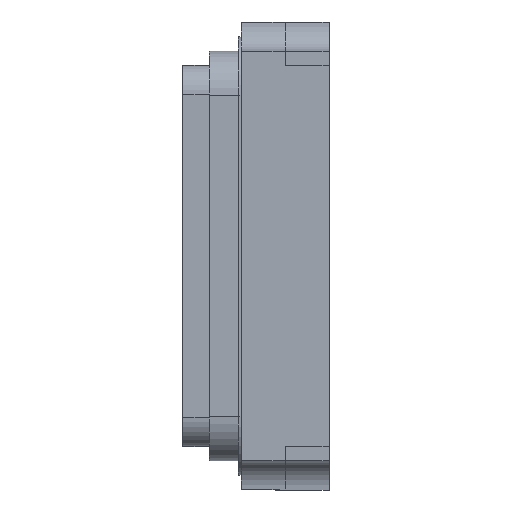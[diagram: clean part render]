
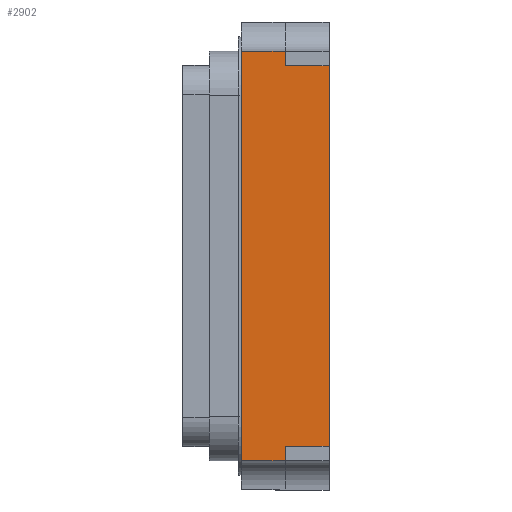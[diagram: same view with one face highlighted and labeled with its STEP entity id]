
A CAD part, left-side view. The second image highlights one B-rep face of the part: STEP entity #2902.
In plain terms, the highlighted planar face has unit normal (-1, 0, 0).
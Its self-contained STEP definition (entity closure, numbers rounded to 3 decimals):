
#4 = VERTEX_POINT ( 'NONE', #2261 ) ;
#19 = VECTOR ( 'NONE', #2177, 1000. ) ;
#113 = CARTESIAN_POINT ( 'NONE',  ( -1., 0., 0.8 ) ) ;
#127 = VECTOR ( 'NONE', #1519, 1000. ) ;
#169 = VECTOR ( 'NONE', #1044, 1000. ) ;
#186 = EDGE_CURVE ( 'NONE', #3232, #1704, #3829, .T. ) ;
#204 = VECTOR ( 'NONE', #2315, 1000. ) ;
#437 = CARTESIAN_POINT ( 'NONE',  ( -1., 0.3, 0.7 ) ) ;
#560 = VECTOR ( 'NONE', #1488, 1000. ) ;
#612 = LINE ( 'NONE', #1743, #950 ) ;
#632 = EDGE_CURVE ( 'NONE', #2694, #4, #2148, .T. ) ;
#635 = VECTOR ( 'NONE', #3623, 1000. ) ;
#661 = CARTESIAN_POINT ( 'NONE',  ( -1., 0.15, 0.7 ) ) ;
#746 = CARTESIAN_POINT ( 'NONE',  ( -1., 0., 0.65 ) ) ;
#747 = ORIENTED_EDGE ( 'NONE', *, *, #1746, .F. ) ;
#817 = LINE ( 'NONE', #437, #19 ) ;
#840 = DIRECTION ( 'NONE',  ( 1., 0., 0. ) ) ;
#890 = CARTESIAN_POINT ( 'NONE',  ( -1., 0.3, 0.8 ) ) ;
#950 = VECTOR ( 'NONE', #2922, 1000. ) ;
#1016 = CARTESIAN_POINT ( 'NONE',  ( -1., 0.15, -0.65 ) ) ;
#1030 = CARTESIAN_POINT ( 'NONE',  ( -1., 0.3, -0.7 ) ) ;
#1044 = DIRECTION ( 'NONE',  ( 0., -1., 0. ) ) ;
#1199 = ORIENTED_EDGE ( 'NONE', *, *, #3160, .T. ) ;
#1242 = CARTESIAN_POINT ( 'NONE',  ( -1., 0.3, 0.7 ) ) ;
#1251 = ORIENTED_EDGE ( 'NONE', *, *, #1980, .F. ) ;
#1332 = LINE ( 'NONE', #1470, #560 ) ;
#1436 = LINE ( 'NONE', #890, #204 ) ;
#1470 = CARTESIAN_POINT ( 'NONE',  ( -1., 0.15, -0.65 ) ) ;
#1488 = DIRECTION ( 'NONE',  ( 0., -1., 0. ) ) ;
#1519 = DIRECTION ( 'NONE',  ( 0., 0., 1. ) ) ;
#1563 = LINE ( 'NONE', #2457, #635 ) ;
#1576 = VECTOR ( 'NONE', #2498, 1000. ) ;
#1700 = ORIENTED_EDGE ( 'NONE', *, *, #3745, .F. ) ;
#1704 = VERTEX_POINT ( 'NONE', #746 ) ;
#1743 = CARTESIAN_POINT ( 'NONE',  ( -1., 0.15, 0.65 ) ) ;
#1746 = EDGE_CURVE ( 'NONE', #2782, #4, #3473, .T. ) ;
#1833 = ORIENTED_EDGE ( 'NONE', *, *, #186, .T. ) ;
#1963 = EDGE_LOOP ( 'NONE', ( #747, #2596, #1833, #1251, #1700, #1199, #3653, #3112 ) ) ;
#1980 = EDGE_CURVE ( 'NONE', #3162, #1704, #612, .T. ) ;
#2084 = FACE_OUTER_BOUND ( 'NONE', #1963, .T. ) ;
#2107 = VERTEX_POINT ( 'NONE', #1242 ) ;
#2148 = LINE ( 'NONE', #1030, #169 ) ;
#2177 = DIRECTION ( 'NONE',  ( 0., 1., 0. ) ) ;
#2200 = CARTESIAN_POINT ( 'NONE',  ( -1., 0.15, -0.65 ) ) ;
#2261 = CARTESIAN_POINT ( 'NONE',  ( -1., 0.15, -0.7 ) ) ;
#2315 = DIRECTION ( 'NONE',  ( 0., 0., 1. ) ) ;
#2457 = CARTESIAN_POINT ( 'NONE',  ( -1., 0.15, 0.65 ) ) ;
#2498 = DIRECTION ( 'NONE',  ( 0., 0., -1. ) ) ;
#2502 = CARTESIAN_POINT ( 'NONE',  ( -1., 0., -0.65 ) ) ;
#2550 = VERTEX_POINT ( 'NONE', #661 ) ;
#2596 = ORIENTED_EDGE ( 'NONE', *, *, #3530, .T. ) ;
#2694 = VERTEX_POINT ( 'NONE', #3218 ) ;
#2720 = CARTESIAN_POINT ( 'NONE',  ( -1., 0.15, 0.65 ) ) ;
#2782 = VERTEX_POINT ( 'NONE', #1016 ) ;
#2902 = ADVANCED_FACE ( 'NONE', ( #2084 ), #3475, .F. ) ;
#2922 = DIRECTION ( 'NONE',  ( 0., -1., 0. ) ) ;
#3050 = AXIS2_PLACEMENT_3D ( 'NONE', #3460, #840, #3788 ) ;
#3112 = ORIENTED_EDGE ( 'NONE', *, *, #632, .T. ) ;
#3160 = EDGE_CURVE ( 'NONE', #2550, #2107, #817, .T. ) ;
#3162 = VERTEX_POINT ( 'NONE', #2720 ) ;
#3218 = CARTESIAN_POINT ( 'NONE',  ( -1., 0.3, -0.7 ) ) ;
#3232 = VERTEX_POINT ( 'NONE', #2502 ) ;
#3460 = CARTESIAN_POINT ( 'NONE',  ( -1., 0.3, 0.8 ) ) ;
#3473 = LINE ( 'NONE', #2200, #1576 ) ;
#3475 = PLANE ( 'NONE',  #3050 ) ;
#3530 = EDGE_CURVE ( 'NONE', #2782, #3232, #1332, .T. ) ;
#3623 = DIRECTION ( 'NONE',  ( 0., 0., -1. ) ) ;
#3653 = ORIENTED_EDGE ( 'NONE', *, *, #3810, .F. ) ;
#3745 = EDGE_CURVE ( 'NONE', #2550, #3162, #1563, .T. ) ;
#3788 = DIRECTION ( 'NONE',  ( 0., 0., -1. ) ) ;
#3810 = EDGE_CURVE ( 'NONE', #2694, #2107, #1436, .T. ) ;
#3829 = LINE ( 'NONE', #113, #127 ) ;
